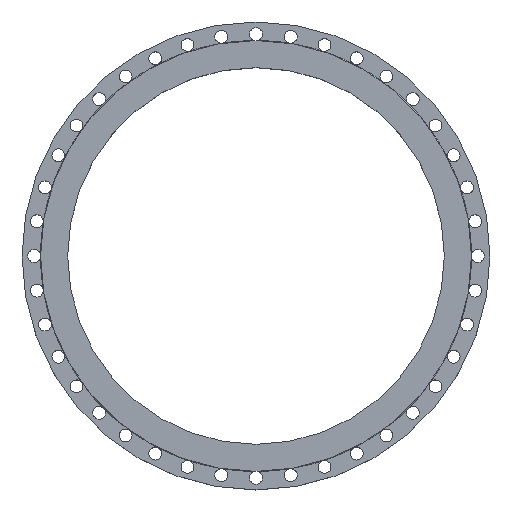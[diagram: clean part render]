
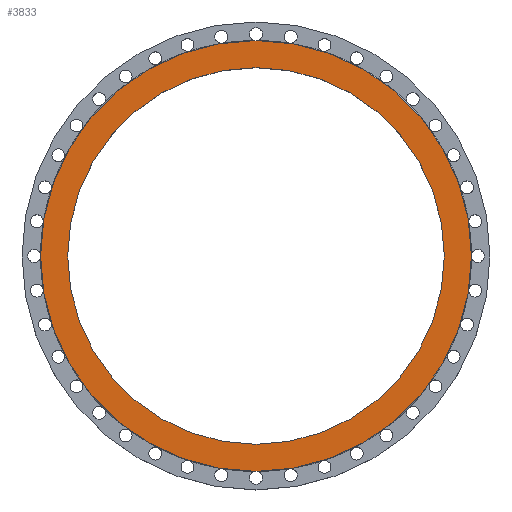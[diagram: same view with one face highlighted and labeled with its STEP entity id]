
A CAD part, top view. The second image highlights one B-rep face of the part: STEP entity #3833.
In plain terms, the highlighted planar face has unit normal (0, 0, 1).
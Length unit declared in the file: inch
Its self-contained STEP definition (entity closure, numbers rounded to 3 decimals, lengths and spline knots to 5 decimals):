
#115 = DIRECTION ( 'NONE',  ( 0., 0., -1. ) ) ;
#140 = AXIS2_PLACEMENT_3D ( 'NONE', #477, #115, #3586 ) ;
#188 = CIRCLE ( 'NONE', #910, 16.5 ) ;
#367 = DIRECTION ( 'NONE',  ( 0., 0., 1. ) ) ;
#370 = VERTEX_POINT ( 'NONE', #462 ) ;
#417 = DIRECTION ( 'NONE',  ( 1., 0., 0. ) ) ;
#431 = CARTESIAN_POINT ( 'NONE',  ( 16.5, 0., 0. ) ) ;
#462 = CARTESIAN_POINT ( 'NONE',  ( -16.5, 0., 0. ) ) ;
#477 = CARTESIAN_POINT ( 'NONE',  ( 0., 16.5, 0. ) ) ;
#481 = DIRECTION ( 'NONE',  ( 1., 0., 0. ) ) ;
#506 = EDGE_LOOP ( 'NONE', ( #3064, #2051 ) ) ;
#592 = CIRCLE ( 'NONE', #2303, 18.875 ) ;
#700 = CARTESIAN_POINT ( 'NONE',  ( 18.875, 0., 0. ) ) ;
#910 = AXIS2_PLACEMENT_3D ( 'NONE', #3031, #1365, #417 ) ;
#991 = DIRECTION ( 'NONE',  ( 1., 0., 0. ) ) ;
#1053 = CARTESIAN_POINT ( 'NONE',  ( 0., 0., 0. ) ) ;
#1365 = DIRECTION ( 'NONE',  ( 0., 0., 1. ) ) ;
#1521 = AXIS2_PLACEMENT_3D ( 'NONE', #1053, #2630, #481 ) ;
#1602 = EDGE_CURVE ( 'NONE', #2133, #370, #188, .T. ) ;
#1632 = DIRECTION ( 'NONE',  ( 1., 0., 0. ) ) ;
#1657 = DIRECTION ( 'NONE',  ( 0., 0., 1. ) ) ;
#2000 = EDGE_CURVE ( 'NONE', #3264, #3192, #592, .T. ) ;
#2016 = FACE_OUTER_BOUND ( 'NONE', #506, .T. ) ;
#2051 = ORIENTED_EDGE ( 'NONE', *, *, #3358, .T. ) ;
#2133 = VERTEX_POINT ( 'NONE', #431 ) ;
#2249 = CARTESIAN_POINT ( 'NONE',  ( 0., 0., 0. ) ) ;
#2303 = AXIS2_PLACEMENT_3D ( 'NONE', #2249, #367, #1632 ) ;
#2374 = PLANE ( 'NONE',  #140 ) ;
#2420 = EDGE_LOOP ( 'NONE', ( #3635, #2600 ) ) ;
#2600 = ORIENTED_EDGE ( 'NONE', *, *, #3299, .F. ) ;
#2630 = DIRECTION ( 'NONE',  ( 0., 0., 1. ) ) ;
#2906 = CARTESIAN_POINT ( 'NONE',  ( 0., 0., 0. ) ) ;
#2985 = FACE_BOUND ( 'NONE', #2420, .T. ) ;
#3031 = CARTESIAN_POINT ( 'NONE',  ( 0., 0., 0. ) ) ;
#3064 = ORIENTED_EDGE ( 'NONE', *, *, #2000, .T. ) ;
#3112 = CIRCLE ( 'NONE', #1521, 18.875 ) ;
#3192 = VERTEX_POINT ( 'NONE', #3664 ) ;
#3264 = VERTEX_POINT ( 'NONE', #700 ) ;
#3299 = EDGE_CURVE ( 'NONE', #370, #2133, #3440, .T. ) ;
#3358 = EDGE_CURVE ( 'NONE', #3192, #3264, #3112, .T. ) ;
#3440 = CIRCLE ( 'NONE', #3772, 16.5 ) ;
#3586 = DIRECTION ( 'NONE',  ( -1., 0., 0. ) ) ;
#3635 = ORIENTED_EDGE ( 'NONE', *, *, #1602, .F. ) ;
#3664 = CARTESIAN_POINT ( 'NONE',  ( -18.875, 0., 0. ) ) ;
#3772 = AXIS2_PLACEMENT_3D ( 'NONE', #2906, #1657, #991 ) ;
#3833 = ADVANCED_FACE ( 'NONE', ( #2985, #2016 ), #2374, .F. ) ;
